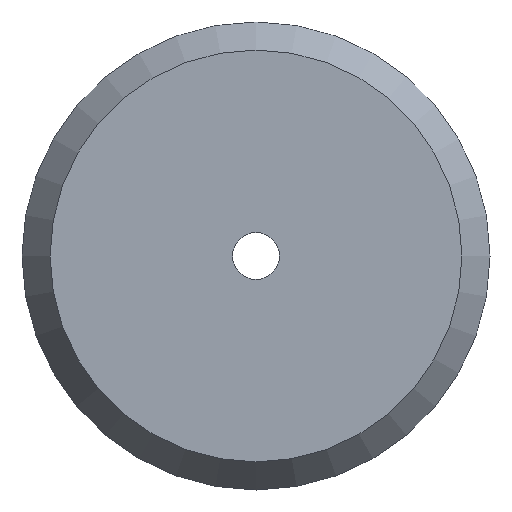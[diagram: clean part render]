
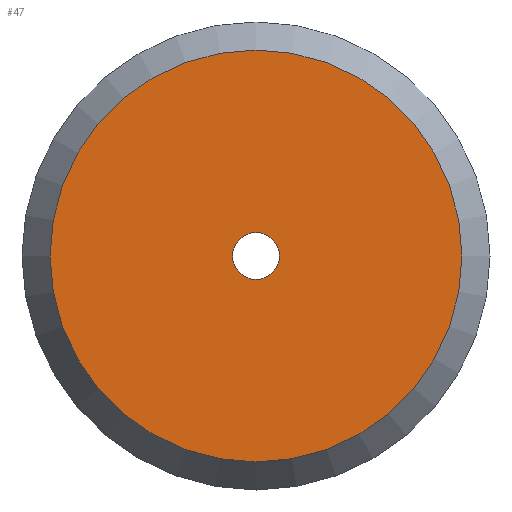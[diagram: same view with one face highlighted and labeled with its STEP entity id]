
A CAD part, front view. The second image highlights one B-rep face of the part: STEP entity #47.
In plain terms, the highlighted planar face has unit normal (0, -1, 0).
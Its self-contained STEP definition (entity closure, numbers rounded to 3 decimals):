
#47 = ADVANCED_FACE( '', ( #96, #97 ), #98, .T. );
#96 = FACE_OUTER_BOUND( '', #139, .T. );
#97 = FACE_BOUND( '', #140, .T. );
#98 = PLANE( '', #141 );
#139 = EDGE_LOOP( '', ( #190 ) );
#140 = EDGE_LOOP( '', ( #191 ) );
#141 = AXIS2_PLACEMENT_3D( '', #192, #193, #194 );
#190 = ORIENTED_EDGE( '', *, *, #215, .T. );
#191 = ORIENTED_EDGE( '', *, *, #208, .F. );
#192 = CARTESIAN_POINT( '', ( 5., 0., 0. ) );
#193 = DIRECTION( '', ( 0., -1., 0. ) );
#194 = DIRECTION( '', ( 0., 0., -1. ) );
#208 = EDGE_CURVE( '', #230, #230, #231, .T. );
#215 = EDGE_CURVE( '', #241, #241, #242, .T. );
#230 = VERTEX_POINT( '', #257 );
#231 = CIRCLE( '', #258, 5. );
#241 = VERTEX_POINT( '', #268 );
#242 = CIRCLE( '', #269, 44. );
#257 = CARTESIAN_POINT( '', ( 0., 0., -5. ) );
#258 = AXIS2_PLACEMENT_3D( '', #285, #286, #287 );
#268 = CARTESIAN_POINT( '', ( 0., 0., -44. ) );
#269 = AXIS2_PLACEMENT_3D( '', #297, #298, #299 );
#285 = CARTESIAN_POINT( '', ( 0., 0., 0. ) );
#286 = DIRECTION( '', ( 0., -1., 0. ) );
#287 = DIRECTION( '', ( 0., 0., -1. ) );
#297 = CARTESIAN_POINT( '', ( 0., 0., 0. ) );
#298 = DIRECTION( '', ( 0., -1., 0. ) );
#299 = DIRECTION( '', ( 0., 0., -1. ) );
